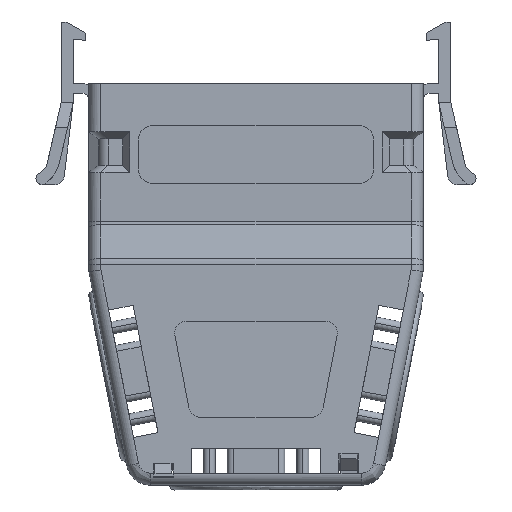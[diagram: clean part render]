
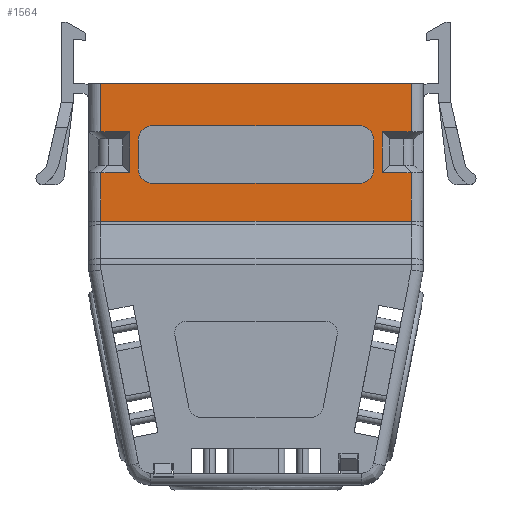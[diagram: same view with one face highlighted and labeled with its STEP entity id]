
A CAD part, front view. The second image highlights one B-rep face of the part: STEP entity #1564.
In plain terms, the highlighted planar face has unit normal (0, -1, 0).
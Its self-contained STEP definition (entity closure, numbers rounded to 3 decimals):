
#1564=ADVANCED_FACE('',(#2325,#2326),#2114,.F.);
#2114=PLANE('',#15679);
#2325=FACE_BOUND('',#2966,.T.);
#2326=FACE_BOUND('',#2967,.T.);
#2966=EDGE_LOOP('',(#6178,#6179,#6180,#6181,#6182,#6183,#6184,#6185));
#2967=EDGE_LOOP('',(#6186,#6187,#6188,#6189,#6190,#6191,#6192,#6193,#6194,
#6195,#6196,#6197));
#6178=ORIENTED_EDGE('',*,*,#9908,.F.);
#6179=ORIENTED_EDGE('',*,*,#9910,.F.);
#6180=ORIENTED_EDGE('',*,*,#9912,.F.);
#6181=ORIENTED_EDGE('',*,*,#9914,.F.);
#6182=ORIENTED_EDGE('',*,*,#9916,.F.);
#6183=ORIENTED_EDGE('',*,*,#9918,.F.);
#6184=ORIENTED_EDGE('',*,*,#9920,.F.);
#6185=ORIENTED_EDGE('',*,*,#9921,.F.);
#6186=ORIENTED_EDGE('',*,*,#10030,.F.);
#6187=ORIENTED_EDGE('',*,*,#10221,.F.);
#6188=ORIENTED_EDGE('',*,*,#10013,.F.);
#6189=ORIENTED_EDGE('',*,*,#9950,.F.);
#6190=ORIENTED_EDGE('',*,*,#9952,.F.);
#6191=ORIENTED_EDGE('',*,*,#9954,.F.);
#6192=ORIENTED_EDGE('',*,*,#9958,.F.);
#6193=ORIENTED_EDGE('',*,*,#9964,.F.);
#6194=ORIENTED_EDGE('',*,*,#10222,.F.);
#6195=ORIENTED_EDGE('',*,*,#10223,.F.);
#6196=ORIENTED_EDGE('',*,*,#10218,.F.);
#6197=ORIENTED_EDGE('',*,*,#10220,.F.);
#8138=VERTEX_POINT('',#23132);
#8139=VERTEX_POINT('',#23134);
#8140=VERTEX_POINT('',#23138);
#8141=VERTEX_POINT('',#23142);
#8142=VERTEX_POINT('',#23146);
#8143=VERTEX_POINT('',#23150);
#8144=VERTEX_POINT('',#23154);
#8145=VERTEX_POINT('',#23158);
#8167=VERTEX_POINT('',#23246);
#8168=VERTEX_POINT('',#23248);
#8169=VERTEX_POINT('',#23252);
#8170=VERTEX_POINT('',#23259);
#8172=VERTEX_POINT('',#23283);
#8176=VERTEX_POINT('',#23309);
#8210=VERTEX_POINT('',#23451);
#8219=VERTEX_POINT('',#23487);
#8222=VERTEX_POINT('',#23514);
#8348=VERTEX_POINT('',#24001);
#8349=VERTEX_POINT('',#24003);
#8350=VERTEX_POINT('',#24010);
#9908=EDGE_CURVE('',#8139,#8138,#12407,.T.);
#9910=EDGE_CURVE('',#8140,#8139,#10950,.T.);
#9912=EDGE_CURVE('',#8141,#8140,#12410,.T.);
#9914=EDGE_CURVE('',#8142,#8141,#10951,.T.);
#9916=EDGE_CURVE('',#8143,#8142,#12413,.T.);
#9918=EDGE_CURVE('',#8144,#8143,#10952,.T.);
#9920=EDGE_CURVE('',#8145,#8144,#12416,.T.);
#9921=EDGE_CURVE('',#8138,#8145,#10953,.T.);
#9950=EDGE_CURVE('',#8168,#8167,#12437,.T.);
#9952=EDGE_CURVE('',#8169,#8168,#12439,.T.);
#9954=EDGE_CURVE('',#8170,#8169,#12440,.T.);
#9958=EDGE_CURVE('',#8172,#8170,#12442,.T.);
#9964=EDGE_CURVE('',#8176,#8172,#12444,.T.);
#10013=EDGE_CURVE('',#8167,#8210,#12479,.T.);
#10030=EDGE_CURVE('',#8222,#8219,#12489,.T.);
#10218=EDGE_CURVE('',#8348,#8349,#12636,.T.);
#10220=EDGE_CURVE('',#8219,#8348,#12638,.T.);
#10221=EDGE_CURVE('',#8210,#8222,#12639,.T.);
#10222=EDGE_CURVE('',#8350,#8176,#12640,.T.);
#10223=EDGE_CURVE('',#8349,#8350,#12641,.T.);
#10950=CIRCLE('',#15529,3.);
#10951=CIRCLE('',#15532,3.);
#10952=CIRCLE('',#15535,3.);
#10953=CIRCLE('',#15538,3.);
#12407=LINE('',#23135,#14089);
#12410=LINE('',#23143,#14092);
#12413=LINE('',#23151,#14095);
#12416=LINE('',#23159,#14098);
#12437=LINE('',#23249,#14119);
#12439=LINE('',#23253,#14121);
#12440=LINE('',#23260,#14122);
#12442=LINE('',#23284,#14124);
#12444=LINE('',#23310,#14126);
#12479=LINE('',#23450,#14161);
#12489=LINE('',#23515,#14171);
#12636=LINE('',#24002,#14318);
#12638=LINE('',#24006,#14320);
#12639=LINE('',#24008,#14321);
#12640=LINE('',#24009,#14322);
#12641=LINE('',#24011,#14323);
#14089=VECTOR('',#18297,1.);
#14092=VECTOR('',#18306,1.);
#14095=VECTOR('',#18315,1.);
#14098=VECTOR('',#18324,1.);
#14119=VECTOR('',#18365,1.);
#14121=VECTOR('',#18369,1.);
#14122=VECTOR('',#18372,1.);
#14124=VECTOR('',#18378,1.);
#14126=VECTOR('',#18390,1.);
#14161=VECTOR('',#18475,1.);
#14171=VECTOR('',#18497,1.);
#14318=VECTOR('',#18824,1.);
#14320=VECTOR('',#18828,1.);
#14321=VECTOR('',#18831,1.);
#14322=VECTOR('',#18832,1.);
#14323=VECTOR('',#18833,1.);
#15529=AXIS2_PLACEMENT_3D('',#23139,#18301,#18302);
#15532=AXIS2_PLACEMENT_3D('',#23147,#18310,#18311);
#15535=AXIS2_PLACEMENT_3D('',#23155,#18319,#18320);
#15538=AXIS2_PLACEMENT_3D('',#23161,#18327,#18328);
#15679=AXIS2_PLACEMENT_3D('',#24012,#18834,#18835);
#18297=DIRECTION('',(0.,0.,1.));
#18301=DIRECTION('',(0.,-1.,0.));
#18302=DIRECTION('',(0.,0.,-1.));
#18306=DIRECTION('',(1.,0.,0.));
#18310=DIRECTION('',(0.,-1.,0.));
#18311=DIRECTION('',(-1.,0.,0.));
#18315=DIRECTION('',(0.,0.,-1.));
#18319=DIRECTION('',(0.,-1.,0.));
#18320=DIRECTION('',(0.,0.,1.));
#18324=DIRECTION('',(-1.,0.,0.));
#18327=DIRECTION('',(0.,-1.,0.));
#18328=DIRECTION('',(1.,0.,0.));
#18365=DIRECTION('',(-1.,0.,0.));
#18369=DIRECTION('',(0.,0.,1.));
#18372=DIRECTION('',(1.,0.,0.));
#18378=DIRECTION('',(0.,0.,1.));
#18390=DIRECTION('',(-1.,0.,0.));
#18475=DIRECTION('',(0.,0.,1.));
#18497=DIRECTION('',(0.,0.,-1.));
#18824=DIRECTION('',(0.,0.,-1.));
#18828=DIRECTION('',(-1.,0.,0.));
#18831=DIRECTION('',(1.,0.,0.));
#18832=DIRECTION('',(0.,0.,-1.));
#18833=DIRECTION('',(1.,0.,0.));
#18834=DIRECTION('',(0.,1.,0.));
#18835=DIRECTION('',(0.,0.,-1.));
#23132=CARTESIAN_POINT('',(24.5,-19.6,-2.25));
#23134=CARTESIAN_POINT('',(24.5,-19.6,-8.25));
#23135=CARTESIAN_POINT('',(24.5,-19.6,-8.25));
#23138=CARTESIAN_POINT('',(21.5,-19.6,-11.25));
#23139=CARTESIAN_POINT('',(21.5,-19.6,-8.25));
#23142=CARTESIAN_POINT('',(-21.5,-19.6,-11.25));
#23143=CARTESIAN_POINT('',(-21.5,-19.6,-11.25));
#23146=CARTESIAN_POINT('',(-24.5,-19.6,-8.25));
#23147=CARTESIAN_POINT('',(-21.5,-19.6,-8.25));
#23150=CARTESIAN_POINT('',(-24.5,-19.6,-2.25));
#23151=CARTESIAN_POINT('',(-24.5,-19.6,-2.25));
#23154=CARTESIAN_POINT('',(-21.5,-19.6,0.75));
#23155=CARTESIAN_POINT('',(-21.5,-19.6,-2.25));
#23158=CARTESIAN_POINT('',(21.5,-19.6,0.75));
#23159=CARTESIAN_POINT('',(21.5,-19.6,0.75));
#23161=CARTESIAN_POINT('',(21.5,-19.6,-2.25));
#23246=CARTESIAN_POINT('',(-32.25,-19.6,-0.5));
#23248=CARTESIAN_POINT('',(-26.25,-19.6,-0.5));
#23249=CARTESIAN_POINT('',(-26.25,-19.6,-0.5));
#23252=CARTESIAN_POINT('',(-26.25,-19.6,-9.));
#23253=CARTESIAN_POINT('',(-26.25,-19.6,-9.));
#23259=CARTESIAN_POINT('',(-32.25,-19.6,-9.));
#23260=CARTESIAN_POINT('',(-32.25,-19.6,-9.));
#23283=CARTESIAN_POINT('',(-32.25,-19.6,-19.149));
#23284=CARTESIAN_POINT('',(-32.25,-19.6,-19.149));
#23309=CARTESIAN_POINT('',(32.25,-19.6,-19.149));
#23310=CARTESIAN_POINT('',(32.25,-19.6,-19.149));
#23450=CARTESIAN_POINT('',(-32.25,-19.6,-0.5));
#23451=CARTESIAN_POINT('',(-32.25,-19.6,9.5));
#23487=CARTESIAN_POINT('',(32.25,-19.6,-0.5));
#23514=CARTESIAN_POINT('',(32.25,-19.6,9.5));
#23515=CARTESIAN_POINT('',(32.25,-19.6,9.5));
#24001=CARTESIAN_POINT('',(26.25,-19.6,-0.5));
#24002=CARTESIAN_POINT('',(26.25,-19.6,-0.5));
#24003=CARTESIAN_POINT('',(26.25,-19.6,-9.));
#24006=CARTESIAN_POINT('',(32.25,-19.6,-0.5));
#24008=CARTESIAN_POINT('',(-32.25,-19.6,9.5));
#24009=CARTESIAN_POINT('',(32.25,-19.6,-9.));
#24010=CARTESIAN_POINT('',(32.25,-19.6,-9.));
#24011=CARTESIAN_POINT('',(26.25,-19.6,-9.));
#24012=CARTESIAN_POINT('',(34.75,-19.6,10.5));
